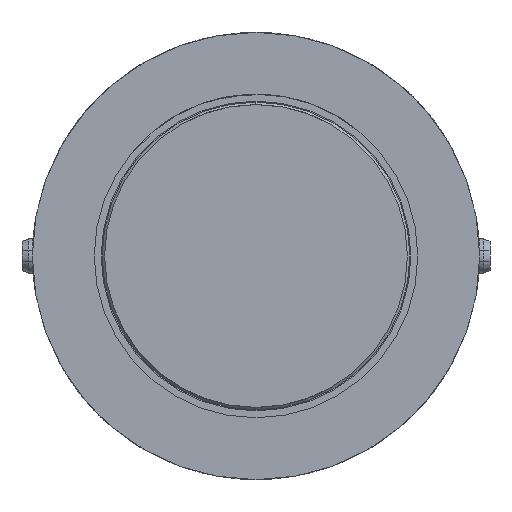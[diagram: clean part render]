
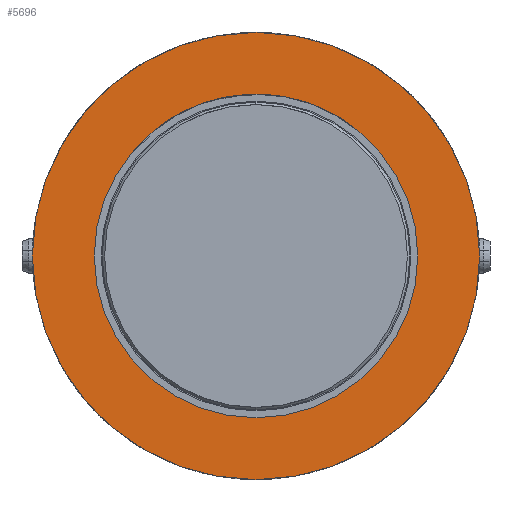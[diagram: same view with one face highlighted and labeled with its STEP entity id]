
A CAD part, front view. The second image highlights one B-rep face of the part: STEP entity #5696.
In plain terms, the highlighted planar face has unit normal (0, -1, 0).
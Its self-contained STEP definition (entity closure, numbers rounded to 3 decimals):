
#58 = DIRECTION ( 'NONE',  ( -1., 0., 0. ) ) ;
#239 = EDGE_CURVE ( 'Defeature ausgef�hrt2_43+Defeature ausgef�hrt2_46+Defeature ausgef�hrt2_46+Defeature ausgef�hrt2_46', #6690, #442, #943, .T. ) ;
#442 = VERTEX_POINT ( 'NONE', #5748 ) ;
#837 = ORIENTED_EDGE ( 'NONE', *, *, #3365, .T. ) ;
#943 = CIRCLE ( 'NONE', #6090, 3.25 ) ;
#947 = PLANE ( 'NONE',  #2837 ) ;
#1136 = DIRECTION ( 'NONE',  ( 0., 1., 0. ) ) ;
#1448 = ORIENTED_EDGE ( 'NONE', *, *, #2345, .T. ) ;
#1612 = VERTEX_POINT ( 'NONE', #3295 ) ;
#1761 = CIRCLE ( 'NONE', #2498, 2. ) ;
#2117 = AXIS2_PLACEMENT_3D ( 'NONE', #6087, #2789, #58 ) ;
#2345 = EDGE_CURVE ( 'Defeature ausgef�hrt2_46+Defeature ausgef�hrt2_53+Defeature ausgef�hrt2_53+Defeature ausgef�hrt2_53', #5886, #1612, #2833, .T. ) ;
#2498 = AXIS2_PLACEMENT_3D ( 'NONE', #2933, #6186, #5079 ) ;
#2713 = ORIENTED_EDGE ( 'NONE', *, *, #5994, .F. ) ;
#2776 = DIRECTION ( 'NONE',  ( 0., 1., 0. ) ) ;
#2789 = DIRECTION ( 'NONE',  ( 0., 1., 0. ) ) ;
#2833 = CIRCLE ( 'NONE', #6380, 2. ) ;
#2837 = AXIS2_PLACEMENT_3D ( 'NONE', #3670, #5894, #4706 ) ;
#2933 = CARTESIAN_POINT ( 'NONE',  ( 0., 38.1, 0. ) ) ;
#3295 = CARTESIAN_POINT ( 'NONE',  ( 2., 38.1, 0. ) ) ;
#3337 = DIRECTION ( 'NONE',  ( -1., 0., 0. ) ) ;
#3354 = DIRECTION ( 'NONE',  ( -1., 0., 0. ) ) ;
#3365 = EDGE_CURVE ( 'Defeature ausgef�hrt2_46+Defeature ausgef�hrt2_53+Defeature ausgef�hrt2_53+Defeature ausgef�hrt2_53', #1612, #5886, #1761, .T. ) ;
#3670 = CARTESIAN_POINT ( 'NONE',  ( 3.25, 38.1, 0. ) ) ;
#3708 = CIRCLE ( 'NONE', #2117, 3.25 ) ;
#3805 = FACE_OUTER_BOUND ( 'NONE', #4747, .T. ) ;
#3957 = CARTESIAN_POINT ( 'NONE',  ( 0., 38.1, 0. ) ) ;
#3961 = ORIENTED_EDGE ( 'NONE', *, *, #239, .F. ) ;
#4378 = EDGE_LOOP ( 'NONE', ( #1448, #837 ) ) ;
#4562 = FACE_BOUND ( 'NONE', #4378, .T. ) ;
#4706 = DIRECTION ( 'NONE',  ( -1., 0., 0. ) ) ;
#4747 = EDGE_LOOP ( 'NONE', ( #3961, #2713 ) ) ;
#4867 = CARTESIAN_POINT ( 'NONE',  ( -3.25, 38.1, 0. ) ) ;
#5079 = DIRECTION ( 'NONE',  ( -1., 0., 0. ) ) ;
#5514 = CARTESIAN_POINT ( 'NONE',  ( 0., 38.1, 0. ) ) ;
#5696 = ADVANCED_FACE ( 'Defeature ausgef�hrt2_46', ( #3805, #4562 ), #947, .F. ) ;
#5748 = CARTESIAN_POINT ( 'NONE',  ( 3.25, 38.1, 0. ) ) ;
#5886 = VERTEX_POINT ( 'NONE', #7113 ) ;
#5894 = DIRECTION ( 'NONE',  ( 0., 1., 0. ) ) ;
#5994 = EDGE_CURVE ( 'Defeature ausgef�hrt2_43+Defeature ausgef�hrt2_46+Defeature ausgef�hrt2_46+Defeature ausgef�hrt2_46', #442, #6690, #3708, .T. ) ;
#6087 = CARTESIAN_POINT ( 'NONE',  ( 0., 38.1, 0. ) ) ;
#6090 = AXIS2_PLACEMENT_3D ( 'NONE', #3957, #1136, #3354 ) ;
#6186 = DIRECTION ( 'NONE',  ( 0., 1., 0. ) ) ;
#6380 = AXIS2_PLACEMENT_3D ( 'NONE', #5514, #2776, #3337 ) ;
#6690 = VERTEX_POINT ( 'NONE', #4867 ) ;
#7113 = CARTESIAN_POINT ( 'NONE',  ( -2., 38.1, 0. ) ) ;
